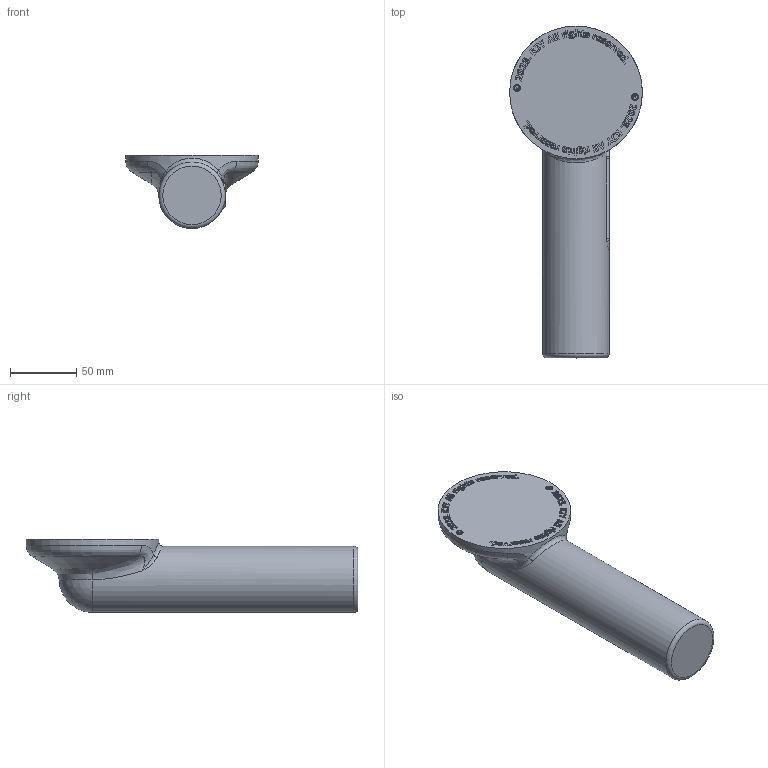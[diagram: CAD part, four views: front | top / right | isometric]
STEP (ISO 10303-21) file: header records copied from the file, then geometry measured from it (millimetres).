
FILE_DESCRIPTION(/* description */ (''),/* implementation_level */ '2;1');
FILE_NAME(/* name */ '',/* time_stamp */ '2023-09-18T15:22:15+09:00',/* author */ ('3D프린팅1'),/* organization */ (''),/* preprocessor_version */ 'ST-DEVELOPER v19.2',/* originating_system */ 'Autodesk Inventor 2024',/* authorisation */ '');
FILE_SCHEMA (('AUTOMOTIVE_DESIGN { 1 0 10303 214 3 1 1 }'));
Length unit declared in the file: millimetre
Products named in the file (1): 손잡이
Bounding box: 100 x 250 x 55 mm (x, y, z)
Volume: 534936.3 mm3; surface area: 50400.1 mm2
Topology: 1 solids, 1 shells, 1049 faces, 2845 edges, 1886 vertices
Faces by surface type: plane 588, bspline 445, cylinder 8, torus 6, sphere 1, cone 1
Full cylindrical faces by diameter (mm): 50 x1, 100 x1
Entity records: 37088 total; most frequent: CARTESIAN_POINT 12605, ORIENTED_EDGE 5678, DIRECTION 3185, EDGE_CURVE 2839, LINE 1913, VECTOR 1913, VERTEX_POINT 1886, EDGE_LOOP 1143
